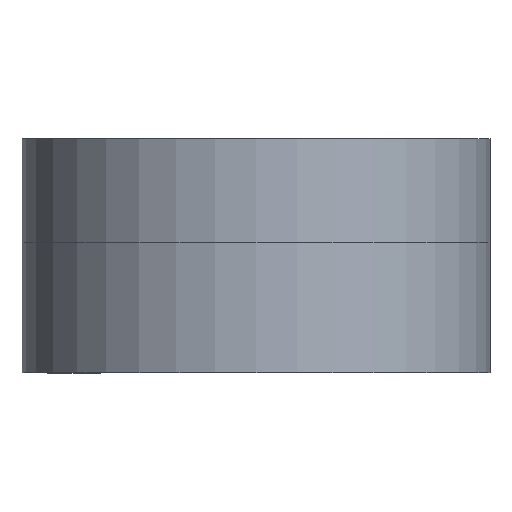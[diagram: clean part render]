
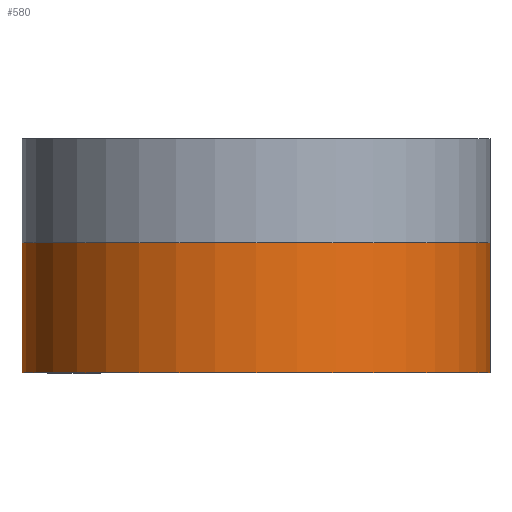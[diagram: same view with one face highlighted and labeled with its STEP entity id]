
A CAD part, front view. The second image highlights one B-rep face of the part: STEP entity #580.
In plain terms, the highlighted cylindrical face has radius 18 mm (diameter 36 mm), a full revolution.
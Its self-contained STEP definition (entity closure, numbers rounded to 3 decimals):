
#44=FACE_OUTER_BOUND('',#80,.T.);
#80=EDGE_LOOP('',(#420,#421,#422,#423));
#113=CIRCLE('',#632,18.);
#114=CIRCLE('',#634,18.);
#187=LINE('',#1968,#205);
#205=VECTOR('',#704,18.);
#237=VERTEX_POINT('',#1963);
#238=VERTEX_POINT('',#1966);
#307=EDGE_CURVE('',#237,#237,#113,.T.);
#308=EDGE_CURVE('',#238,#238,#114,.T.);
#309=EDGE_CURVE('',#238,#237,#187,.T.);
#420=ORIENTED_EDGE('',*,*,#308,.F.);
#421=ORIENTED_EDGE('',*,*,#309,.T.);
#422=ORIENTED_EDGE('',*,*,#307,.T.);
#423=ORIENTED_EDGE('',*,*,#309,.F.);
#554=CYLINDRICAL_SURFACE('',#633,18.);
#580=ADVANCED_FACE('',(#44),#554,.T.);
#632=AXIS2_PLACEMENT_3D('',#1964,#698,#699);
#633=AXIS2_PLACEMENT_3D('',#1965,#700,#701);
#634=AXIS2_PLACEMENT_3D('',#1967,#702,#703);
#698=DIRECTION('center_axis',(0.,0.,1.));
#699=DIRECTION('ref_axis',(1.,0.,0.));
#700=DIRECTION('center_axis',(0.,0.,1.));
#701=DIRECTION('ref_axis',(1.,0.,0.));
#702=DIRECTION('center_axis',(0.,0.,1.));
#703=DIRECTION('ref_axis',(1.,0.,0.));
#704=DIRECTION('',(0.,0.,-1.));
#1963=CARTESIAN_POINT('',(-18.,0.,3.));
#1964=CARTESIAN_POINT('Origin',(0.,0.,3.));
#1965=CARTESIAN_POINT('Origin',(0.,0.,3.));
#1966=CARTESIAN_POINT('',(-18.,0.,13.));
#1967=CARTESIAN_POINT('Origin',(0.,0.,13.));
#1968=CARTESIAN_POINT('',(-18.,0.,3.));
